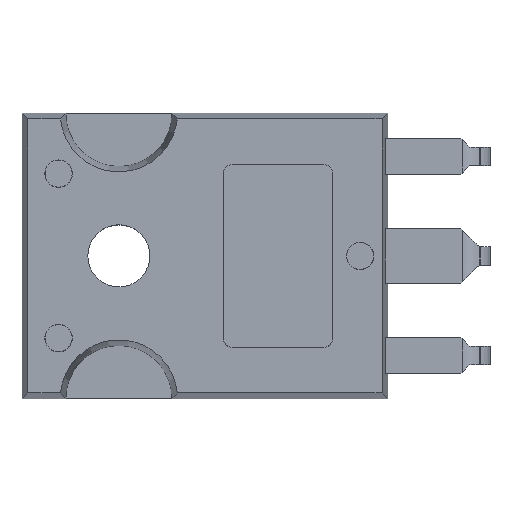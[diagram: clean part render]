
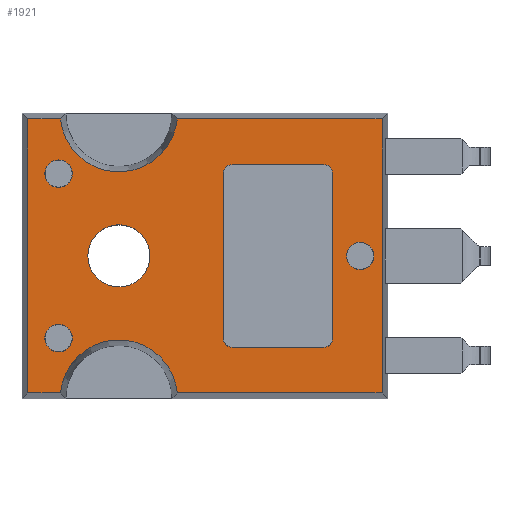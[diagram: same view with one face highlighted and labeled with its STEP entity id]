
A CAD part, top view. The second image highlights one B-rep face of the part: STEP entity #1921.
In plain terms, the highlighted planar face has unit normal (0, 0, 1).
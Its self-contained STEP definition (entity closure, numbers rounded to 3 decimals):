
#26=FACE_BOUND('',#341,.T.);
#27=FACE_BOUND('',#342,.T.);
#28=FACE_BOUND('',#343,.T.);
#29=FACE_BOUND('',#344,.T.);
#30=FACE_BOUND('',#345,.T.);
#65=CIRCLE('',#2047,3.206);
#66=CIRCLE('',#2048,3.206);
#67=CIRCLE('',#2049,0.5);
#68=CIRCLE('',#2050,0.5);
#69=CIRCLE('',#2051,0.5);
#70=CIRCLE('',#2052,0.5);
#71=CIRCLE('',#2053,0.75);
#72=CIRCLE('',#2054,0.75);
#73=CIRCLE('',#2055,0.75);
#74=CIRCLE('',#2056,1.7);
#235=FACE_OUTER_BOUND('',#340,.T.);
#340=EDGE_LOOP('',(#1472,#1473,#1474,#1475,#1476,#1477,#1478,#1479));
#341=EDGE_LOOP('',(#1480,#1481,#1482,#1483,#1484,#1485,#1486,#1487));
#342=EDGE_LOOP('',(#1488));
#343=EDGE_LOOP('',(#1489));
#344=EDGE_LOOP('',(#1490));
#345=EDGE_LOOP('',(#1491));
#493=LINE('',#3052,#704);
#510=LINE('',#3097,#721);
#511=LINE('',#3102,#722);
#512=LINE('',#3104,#723);
#513=LINE('',#3106,#724);
#514=LINE('',#3109,#725);
#515=LINE('',#3114,#726);
#516=LINE('',#3118,#727);
#517=LINE('',#3122,#728);
#518=LINE('',#3125,#729);
#704=VECTOR('',#2301,1.);
#721=VECTOR('',#2328,1.);
#722=VECTOR('',#2333,1.);
#723=VECTOR('',#2334,1.);
#724=VECTOR('',#2335,1.);
#725=VECTOR('',#2338,1.);
#726=VECTOR('',#2341,1.);
#727=VECTOR('',#2344,1.);
#728=VECTOR('',#2347,1.);
#729=VECTOR('',#2350,1.);
#911=VERTEX_POINT('',#3049);
#912=VERTEX_POINT('',#3051);
#922=VERTEX_POINT('',#3083);
#923=VERTEX_POINT('',#3099);
#924=VERTEX_POINT('',#3101);
#925=VERTEX_POINT('',#3103);
#926=VERTEX_POINT('',#3105);
#927=VERTEX_POINT('',#3107);
#928=VERTEX_POINT('',#3110);
#929=VERTEX_POINT('',#3111);
#930=VERTEX_POINT('',#3113);
#931=VERTEX_POINT('',#3115);
#932=VERTEX_POINT('',#3117);
#933=VERTEX_POINT('',#3119);
#934=VERTEX_POINT('',#3121);
#935=VERTEX_POINT('',#3123);
#936=VERTEX_POINT('',#3126);
#937=VERTEX_POINT('',#3128);
#938=VERTEX_POINT('',#3130);
#939=VERTEX_POINT('',#3132);
#1113=EDGE_CURVE('',#912,#911,#493,.T.);
#1131=EDGE_CURVE('',#911,#922,#510,.T.);
#1132=EDGE_CURVE('',#922,#923,#65,.T.);
#1133=EDGE_CURVE('',#923,#924,#511,.T.);
#1134=EDGE_CURVE('',#924,#925,#512,.T.);
#1135=EDGE_CURVE('',#925,#926,#513,.T.);
#1136=EDGE_CURVE('',#926,#927,#66,.T.);
#1137=EDGE_CURVE('',#927,#912,#514,.T.);
#1138=EDGE_CURVE('',#928,#929,#67,.F.);
#1139=EDGE_CURVE('',#929,#930,#515,.F.);
#1140=EDGE_CURVE('',#930,#931,#68,.F.);
#1141=EDGE_CURVE('',#931,#932,#516,.F.);
#1142=EDGE_CURVE('',#932,#933,#69,.F.);
#1143=EDGE_CURVE('',#933,#934,#517,.F.);
#1144=EDGE_CURVE('',#934,#935,#70,.F.);
#1145=EDGE_CURVE('',#935,#928,#518,.F.);
#1146=EDGE_CURVE('',#936,#936,#71,.F.);
#1147=EDGE_CURVE('',#937,#937,#72,.F.);
#1148=EDGE_CURVE('',#938,#938,#73,.F.);
#1149=EDGE_CURVE('',#939,#939,#74,.F.);
#1472=ORIENTED_EDGE('',*,*,#1132,.T.);
#1473=ORIENTED_EDGE('',*,*,#1133,.T.);
#1474=ORIENTED_EDGE('',*,*,#1134,.T.);
#1475=ORIENTED_EDGE('',*,*,#1135,.T.);
#1476=ORIENTED_EDGE('',*,*,#1136,.T.);
#1477=ORIENTED_EDGE('',*,*,#1137,.T.);
#1478=ORIENTED_EDGE('',*,*,#1113,.T.);
#1479=ORIENTED_EDGE('',*,*,#1131,.T.);
#1480=ORIENTED_EDGE('',*,*,#1138,.T.);
#1481=ORIENTED_EDGE('',*,*,#1139,.T.);
#1482=ORIENTED_EDGE('',*,*,#1140,.T.);
#1483=ORIENTED_EDGE('',*,*,#1141,.T.);
#1484=ORIENTED_EDGE('',*,*,#1142,.T.);
#1485=ORIENTED_EDGE('',*,*,#1143,.T.);
#1486=ORIENTED_EDGE('',*,*,#1144,.T.);
#1487=ORIENTED_EDGE('',*,*,#1145,.T.);
#1488=ORIENTED_EDGE('',*,*,#1146,.T.);
#1489=ORIENTED_EDGE('',*,*,#1147,.T.);
#1490=ORIENTED_EDGE('',*,*,#1148,.T.);
#1491=ORIENTED_EDGE('',*,*,#1149,.T.);
#1832=PLANE('',#2046);
#1921=ADVANCED_FACE('',(#235,#26,#27,#28,#29,#30),#1832,.T.);
#2046=AXIS2_PLACEMENT_3D('',#3098,#2329,#2330);
#2047=AXIS2_PLACEMENT_3D('',#3100,#2331,#2332);
#2048=AXIS2_PLACEMENT_3D('',#3108,#2336,#2337);
#2049=AXIS2_PLACEMENT_3D('',#3112,#2339,#2340);
#2050=AXIS2_PLACEMENT_3D('',#3116,#2342,#2343);
#2051=AXIS2_PLACEMENT_3D('',#3120,#2345,#2346);
#2052=AXIS2_PLACEMENT_3D('',#3124,#2348,#2349);
#2053=AXIS2_PLACEMENT_3D('',#3127,#2351,#2352);
#2054=AXIS2_PLACEMENT_3D('',#3129,#2353,#2354);
#2055=AXIS2_PLACEMENT_3D('',#3131,#2355,#2356);
#2056=AXIS2_PLACEMENT_3D('',#3133,#2357,#2358);
#2301=DIRECTION('',(0.,1.,0.));
#2328=DIRECTION('',(-1.,0.,0.));
#2329=DIRECTION('center_axis',(0.,0.,1.));
#2330=DIRECTION('ref_axis',(1.,0.,0.));
#2331=DIRECTION('center_axis',(0.,0.,-1.));
#2332=DIRECTION('ref_axis',(0.995,-0.096,0.));
#2333=DIRECTION('',(-1.,0.,0.));
#2334=DIRECTION('',(0.,-1.,0.));
#2335=DIRECTION('',(1.,0.,0.));
#2336=DIRECTION('center_axis',(0.,0.,-1.));
#2337=DIRECTION('ref_axis',(-0.995,0.096,0.));
#2338=DIRECTION('',(1.,0.,0.));
#2339=DIRECTION('center_axis',(0.,0.,1.));
#2340=DIRECTION('ref_axis',(0.,-1.,0.));
#2341=DIRECTION('',(1.,0.,0.));
#2342=DIRECTION('center_axis',(0.,0.,1.));
#2343=DIRECTION('ref_axis',(-1.,0.,0.));
#2344=DIRECTION('',(0.,-1.,0.));
#2345=DIRECTION('center_axis',(0.,0.,1.));
#2346=DIRECTION('ref_axis',(0.,1.,0.));
#2347=DIRECTION('',(-1.,0.,0.));
#2348=DIRECTION('center_axis',(0.,0.,1.));
#2349=DIRECTION('ref_axis',(1.,0.,0.));
#2350=DIRECTION('',(0.,1.,0.));
#2351=DIRECTION('center_axis',(0.,0.,1.));
#2352=DIRECTION('ref_axis',(1.,0.,0.));
#2353=DIRECTION('center_axis',(0.,0.,1.));
#2354=DIRECTION('ref_axis',(1.,0.,0.));
#2355=DIRECTION('center_axis',(0.,0.,1.));
#2356=DIRECTION('ref_axis',(1.,0.,0.));
#2357=DIRECTION('center_axis',(0.,0.,1.));
#2358=DIRECTION('ref_axis',(1.,0.,0.));
#3049=CARTESIAN_POINT('',(14.394,7.494,5.));
#3051=CARTESIAN_POINT('',(14.394,-7.494,5.));
#3052=CARTESIAN_POINT('',(14.394,-7.494,5.));
#3083=CARTESIAN_POINT('',(3.192,7.494,5.));
#3097=CARTESIAN_POINT('',(14.394,7.494,5.));
#3098=CARTESIAN_POINT('Origin',(0.,0.,5.));
#3099=CARTESIAN_POINT('',(-3.192,7.494,5.));
#3100=CARTESIAN_POINT('Origin',(0.,7.8,5.));
#3101=CARTESIAN_POINT('',(-4.994,7.494,5.));
#3102=CARTESIAN_POINT('',(-3.192,7.494,5.));
#3103=CARTESIAN_POINT('',(-4.994,-7.494,5.));
#3104=CARTESIAN_POINT('',(-4.994,7.494,5.));
#3105=CARTESIAN_POINT('',(-3.192,-7.494,5.));
#3106=CARTESIAN_POINT('',(-4.994,-7.494,5.));
#3107=CARTESIAN_POINT('',(3.192,-7.494,5.));
#3108=CARTESIAN_POINT('Origin',(0.,-7.8,5.));
#3109=CARTESIAN_POINT('',(3.192,-7.494,5.));
#3110=CARTESIAN_POINT('',(11.7,-4.5,5.));
#3111=CARTESIAN_POINT('',(11.2,-5.,5.));
#3112=CARTESIAN_POINT('Origin',(11.2,-4.5,5.));
#3113=CARTESIAN_POINT('',(6.2,-5.,5.));
#3114=CARTESIAN_POINT('',(6.2,-5.,5.));
#3115=CARTESIAN_POINT('',(5.7,-4.5,5.));
#3116=CARTESIAN_POINT('Origin',(6.2,-4.5,5.));
#3117=CARTESIAN_POINT('',(5.7,4.5,5.));
#3118=CARTESIAN_POINT('',(5.7,4.5,5.));
#3119=CARTESIAN_POINT('',(6.2,5.,5.));
#3120=CARTESIAN_POINT('Origin',(6.2,4.5,5.));
#3121=CARTESIAN_POINT('',(11.2,5.,5.));
#3122=CARTESIAN_POINT('',(11.2,5.,5.));
#3123=CARTESIAN_POINT('',(11.7,4.5,5.));
#3124=CARTESIAN_POINT('Origin',(11.2,4.5,5.));
#3125=CARTESIAN_POINT('',(11.7,-4.5,5.));
#3126=CARTESIAN_POINT('',(-4.05,4.5,5.));
#3127=CARTESIAN_POINT('Origin',(-3.3,4.5,5.));
#3128=CARTESIAN_POINT('',(-4.05,-4.5,5.));
#3129=CARTESIAN_POINT('Origin',(-3.3,-4.5,5.));
#3130=CARTESIAN_POINT('',(12.45,0.,5.));
#3131=CARTESIAN_POINT('Origin',(13.2,0.,5.));
#3132=CARTESIAN_POINT('',(-1.7,0.,5.));
#3133=CARTESIAN_POINT('Origin',(0.,0.,5.));
